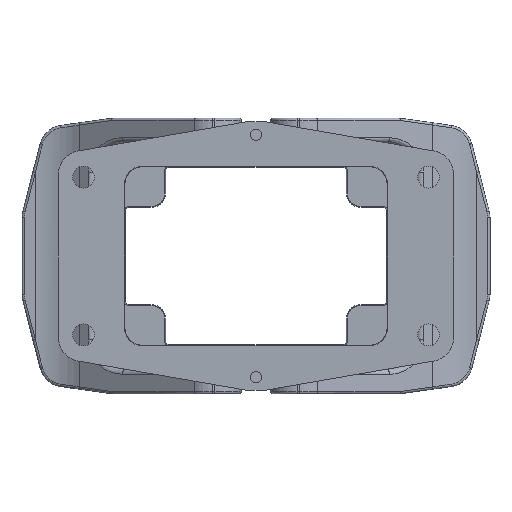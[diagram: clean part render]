
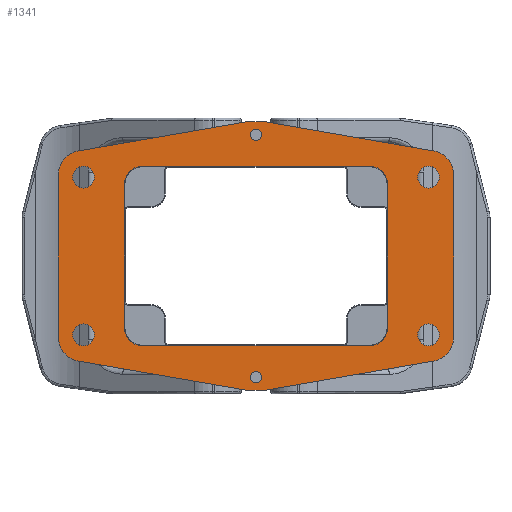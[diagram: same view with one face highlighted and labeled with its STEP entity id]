
A CAD part, front view. The second image highlights one B-rep face of the part: STEP entity #1341.
In plain terms, the highlighted planar face has unit normal (0, -1, 0).
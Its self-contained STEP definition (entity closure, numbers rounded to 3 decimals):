
#1341=ADVANCED_FACE('F1919',(#2703,#2704,#2705,#2706,#2707,#2708,#2709,#2710),
#2013,.T.);
#2013=PLANE('',#11768);
#2315=CIRCLE('',#11758,1.15);
#2316=CIRCLE('',#11759,1.15);
#2317=CIRCLE('',#11760,2.2);
#2318=CIRCLE('',#11761,2.2);
#2319=CIRCLE('',#11762,2.2);
#2320=CIRCLE('',#11763,2.2);
#2321=CIRCLE('',#11764,3.735);
#2322=CIRCLE('',#11765,3.735);
#2323=CIRCLE('',#11766,3.735);
#2324=CIRCLE('',#11767,3.735);
#2703=FACE_BOUND('',#2793,.T.);
#2704=FACE_BOUND('',#2794,.T.);
#2705=FACE_BOUND('',#2795,.T.);
#2706=FACE_BOUND('',#2796,.T.);
#2707=FACE_BOUND('',#2797,.T.);
#2708=FACE_BOUND('',#2798,.T.);
#2709=FACE_BOUND('',#2799,.T.);
#2710=FACE_BOUND('',#2800,.T.);
#2793=EDGE_LOOP('',(#3637,#3638,#3639,#3640,#3641,#3642,#3643,#3644,#3645,
#3646,#3647,#3648));
#2794=EDGE_LOOP('',(#3649));
#2795=EDGE_LOOP('',(#3650));
#2796=EDGE_LOOP('',(#3651));
#2797=EDGE_LOOP('',(#3652));
#2798=EDGE_LOOP('',(#3653));
#2799=EDGE_LOOP('',(#3654));
#2800=EDGE_LOOP('',(#3655,#3656,#3657,#3658,#3659,#3660,#3661,#3662));
#3521=ELLIPSE('',#11754,4.901,4.9);
#3522=ELLIPSE('',#11755,4.901,4.9);
#3523=ELLIPSE('',#11756,4.901,4.9);
#3524=ELLIPSE('',#11757,4.901,4.9);
#3637=ORIENTED_EDGE('',*,*,#8073,.F.);
#3638=ORIENTED_EDGE('',*,*,#8074,.T.);
#3639=ORIENTED_EDGE('',*,*,#8075,.F.);
#3640=ORIENTED_EDGE('',*,*,#8076,.F.);
#3641=ORIENTED_EDGE('',*,*,#8077,.F.);
#3642=ORIENTED_EDGE('',*,*,#8078,.T.);
#3643=ORIENTED_EDGE('',*,*,#8079,.F.);
#3644=ORIENTED_EDGE('',*,*,#8080,.T.);
#3645=ORIENTED_EDGE('',*,*,#8081,.T.);
#3646=ORIENTED_EDGE('',*,*,#8082,.T.);
#3647=ORIENTED_EDGE('',*,*,#8083,.T.);
#3648=ORIENTED_EDGE('',*,*,#8084,.T.);
#3649=ORIENTED_EDGE('',*,*,#8085,.F.);
#3650=ORIENTED_EDGE('',*,*,#8086,.T.);
#3651=ORIENTED_EDGE('',*,*,#8087,.F.);
#3652=ORIENTED_EDGE('',*,*,#8088,.F.);
#3653=ORIENTED_EDGE('',*,*,#8089,.F.);
#3654=ORIENTED_EDGE('',*,*,#8090,.F.);
#3655=ORIENTED_EDGE('',*,*,#8091,.T.);
#3656=ORIENTED_EDGE('',*,*,#8092,.T.);
#3657=ORIENTED_EDGE('',*,*,#8093,.T.);
#3658=ORIENTED_EDGE('',*,*,#8094,.T.);
#3659=ORIENTED_EDGE('',*,*,#8095,.T.);
#3660=ORIENTED_EDGE('',*,*,#8096,.T.);
#3661=ORIENTED_EDGE('',*,*,#8097,.T.);
#3662=ORIENTED_EDGE('',*,*,#8098,.T.);
#7013=VERTEX_POINT('',#15986);
#7014=VERTEX_POINT('',#15987);
#7015=VERTEX_POINT('',#15989);
#7016=VERTEX_POINT('',#15991);
#7017=VERTEX_POINT('',#15993);
#7018=VERTEX_POINT('',#15995);
#7019=VERTEX_POINT('',#15997);
#7020=VERTEX_POINT('',#15999);
#7021=VERTEX_POINT('',#16001);
#7022=VERTEX_POINT('',#16003);
#7023=VERTEX_POINT('',#16005);
#7024=VERTEX_POINT('',#16007);
#7025=VERTEX_POINT('',#16010);
#7026=VERTEX_POINT('',#16012);
#7027=VERTEX_POINT('',#16014);
#7028=VERTEX_POINT('',#16016);
#7029=VERTEX_POINT('',#16018);
#7030=VERTEX_POINT('',#16020);
#7031=VERTEX_POINT('',#16022);
#7032=VERTEX_POINT('',#16023);
#7033=VERTEX_POINT('',#16025);
#7034=VERTEX_POINT('',#16027);
#7035=VERTEX_POINT('',#16029);
#7036=VERTEX_POINT('',#16031);
#7037=VERTEX_POINT('',#16033);
#7038=VERTEX_POINT('',#16035);
#8073=EDGE_CURVE('E3030',#7013,#7014,#9761,.T.);
#8074=EDGE_CURVE('',#7013,#7015,#3521,.T.);
#8075=EDGE_CURVE('',#7016,#7015,#9762,.T.);
#8076=EDGE_CURVE('',#7017,#7016,#9763,.T.);
#8077=EDGE_CURVE('',#7018,#7017,#9764,.T.);
#8078=EDGE_CURVE('',#7018,#7019,#3522,.T.);
#8079=EDGE_CURVE('E3939',#7020,#7019,#9765,.T.);
#8080=EDGE_CURVE('',#7020,#7021,#3523,.T.);
#8081=EDGE_CURVE('',#7021,#7022,#9766,.T.);
#8082=EDGE_CURVE('',#7022,#7023,#9767,.T.);
#8083=EDGE_CURVE('',#7023,#7024,#9768,.T.);
#8084=EDGE_CURVE('',#7024,#7014,#3524,.T.);
#8085=EDGE_CURVE('',#7025,#7025,#2315,.T.);
#8086=EDGE_CURVE('',#7026,#7026,#2316,.T.);
#8087=EDGE_CURVE('E11',#7027,#7027,#2317,.T.);
#8088=EDGE_CURVE('E77',#7028,#7028,#2318,.T.);
#8089=EDGE_CURVE('E1010',#7029,#7029,#2319,.T.);
#8090=EDGE_CURVE('E44',#7030,#7030,#2320,.T.);
#8091=EDGE_CURVE('',#7031,#7032,#9769,.T.);
#8092=EDGE_CURVE('E1818',#7032,#7033,#2321,.T.);
#8093=EDGE_CURVE('',#7033,#7034,#9770,.T.);
#8094=EDGE_CURVE('E1414',#7034,#7035,#2322,.T.);
#8095=EDGE_CURVE('',#7035,#7036,#9771,.T.);
#8096=EDGE_CURVE('E4646',#7036,#7037,#2323,.T.);
#8097=EDGE_CURVE('',#7037,#7038,#9772,.T.);
#8098=EDGE_CURVE('E4242',#7038,#7031,#2324,.T.);
#9761=LINE('',#15985,#10741);
#9762=LINE('',#15990,#10742);
#9763=LINE('',#15992,#10743);
#9764=LINE('',#15994,#10744);
#9765=LINE('',#15998,#10745);
#9766=LINE('',#16002,#10746);
#9767=LINE('',#16004,#10747);
#9768=LINE('',#16006,#10748);
#9769=LINE('',#16021,#10749);
#9770=LINE('',#16026,#10750);
#9771=LINE('',#16030,#10751);
#9772=LINE('',#16034,#10752);
#10741=VECTOR('',#12828,1.);
#10742=VECTOR('',#12831,1.);
#10743=VECTOR('',#12832,1.);
#10744=VECTOR('',#12833,1.);
#10745=VECTOR('',#12836,1.);
#10746=VECTOR('',#12839,1.);
#10747=VECTOR('',#12840,1.);
#10748=VECTOR('',#12841,1.);
#10749=VECTOR('',#12856,1.);
#10750=VECTOR('',#12859,1.);
#10751=VECTOR('',#12862,1.);
#10752=VECTOR('',#12865,1.);
#11754=AXIS2_PLACEMENT_3D('',#15988,#12829,#12830);
#11755=AXIS2_PLACEMENT_3D('',#15996,#12834,#12835);
#11756=AXIS2_PLACEMENT_3D('',#16000,#12837,#12838);
#11757=AXIS2_PLACEMENT_3D('',#16008,#12842,#12843);
#11758=AXIS2_PLACEMENT_3D('',#16009,#12844,#12845);
#11759=AXIS2_PLACEMENT_3D('',#16011,#12846,#12847);
#11760=AXIS2_PLACEMENT_3D('',#16013,#12848,#12849);
#11761=AXIS2_PLACEMENT_3D('',#16015,#12850,#12851);
#11762=AXIS2_PLACEMENT_3D('',#16017,#12852,#12853);
#11763=AXIS2_PLACEMENT_3D('',#16019,#12854,#12855);
#11764=AXIS2_PLACEMENT_3D('',#16024,#12857,#12858);
#11765=AXIS2_PLACEMENT_3D('',#16028,#12860,#12861);
#11766=AXIS2_PLACEMENT_3D('',#16032,#12863,#12864);
#11767=AXIS2_PLACEMENT_3D('',#16036,#12866,#12867);
#11768=AXIS2_PLACEMENT_3D('',#16037,#12868,#12869);
#12828=DIRECTION('',(0.,0.,1.));
#12829=DIRECTION('',(0.,-1.,0.));
#12830=DIRECTION('',(-0.765,0.,-0.644));
#12831=DIRECTION('',(-0.985,0.,0.171));
#12832=DIRECTION('',(-1.,0.,0.));
#12833=DIRECTION('',(-0.985,0.,-0.171));
#12834=DIRECTION('',(0.,-1.,0.));
#12835=DIRECTION('',(0.765,0.,-0.644));
#12836=DIRECTION('',(0.,0.,-1.));
#12837=DIRECTION('',(0.,-1.,0.));
#12838=DIRECTION('',(0.765,0.,0.644));
#12839=DIRECTION('',(-0.985,0.,0.171));
#12840=DIRECTION('',(-1.,0.,0.));
#12841=DIRECTION('',(-0.985,0.,-0.171));
#12842=DIRECTION('',(0.,-1.,0.));
#12843=DIRECTION('',(-0.765,0.,0.644));
#12844=DIRECTION('',(0.,-1.,0.));
#12845=DIRECTION('',(0.,0.,-1.));
#12846=DIRECTION('',(0.,1.,0.));
#12847=DIRECTION('',(0.,0.,-1.));
#12848=DIRECTION('',(0.,-1.,0.));
#12849=DIRECTION('',(0.,0.,-1.));
#12850=DIRECTION('',(0.,-1.,0.));
#12851=DIRECTION('',(0.,0.,-1.));
#12852=DIRECTION('',(0.,-1.,0.));
#12853=DIRECTION('',(0.,0.,-1.));
#12854=DIRECTION('',(0.,-1.,0.));
#12855=DIRECTION('',(0.,0.,-1.));
#12856=DIRECTION('',(0.,0.,-1.));
#12857=DIRECTION('',(0.,1.,0.));
#12858=DIRECTION('',(0.,0.,-1.));
#12859=DIRECTION('',(-1.,0.,0.));
#12860=DIRECTION('',(0.,1.,0.));
#12861=DIRECTION('',(0.,0.,-1.));
#12862=DIRECTION('',(0.,0.,1.));
#12863=DIRECTION('',(0.,1.,0.));
#12864=DIRECTION('',(0.,0.,-1.));
#12865=DIRECTION('',(1.,0.,0.));
#12866=DIRECTION('',(0.,1.,0.));
#12867=DIRECTION('',(0.,0.,-1.));
#12868=DIRECTION('',(0.,-1.,0.));
#12869=DIRECTION('',(0.,0.,-1.));
#15985=CARTESIAN_POINT('',(-39.863,-19.2,0.));
#15986=CARTESIAN_POINT('',(-39.863,-19.2,-16.5));
#15987=CARTESIAN_POINT('',(-39.863,-19.2,16.5));
#15988=CARTESIAN_POINT('',(-34.962,-19.2,-16.499));
#15989=CARTESIAN_POINT('',(-35.799,-19.2,-21.328));
#15990=CARTESIAN_POINT('',(-4.368,-19.2,-26.766));
#15991=CARTESIAN_POINT('',(-1.788,-19.2,-27.213));
#15992=CARTESIAN_POINT('',(73.75,-19.2,-27.213));
#15993=CARTESIAN_POINT('',(2.288,-19.2,-27.213));
#15994=CARTESIAN_POINT('',(4.868,-19.2,-26.766));
#15995=CARTESIAN_POINT('',(36.299,-19.2,-21.328));
#15996=CARTESIAN_POINT('',(35.462,-19.2,-16.499));
#15997=CARTESIAN_POINT('',(40.363,-19.2,-16.5));
#15998=CARTESIAN_POINT('',(40.363,-19.2,0.));
#15999=CARTESIAN_POINT('',(40.363,-19.2,16.5));
#16000=CARTESIAN_POINT('',(35.462,-19.2,16.499));
#16001=CARTESIAN_POINT('',(36.299,-19.2,21.328));
#16002=CARTESIAN_POINT('',(4.868,-19.2,26.766));
#16003=CARTESIAN_POINT('',(2.288,-19.2,27.213));
#16004=CARTESIAN_POINT('',(73.75,-19.2,27.213));
#16005=CARTESIAN_POINT('',(-1.788,-19.2,27.213));
#16006=CARTESIAN_POINT('',(-4.368,-19.2,26.766));
#16007=CARTESIAN_POINT('',(-35.799,-19.2,21.328));
#16008=CARTESIAN_POINT('',(-34.962,-19.2,16.499));
#16009=CARTESIAN_POINT('',(0.25,-19.2,-24.6));
#16010=CARTESIAN_POINT('',(0.25,-19.2,-25.75));
#16011=CARTESIAN_POINT('',(0.25,-19.2,24.6));
#16012=CARTESIAN_POINT('',(0.25,-19.2,23.45));
#16013=CARTESIAN_POINT('',(-34.75,-19.2,16.));
#16014=CARTESIAN_POINT('',(-32.55,-19.2,16.));
#16015=CARTESIAN_POINT('',(-34.75,-19.2,-16.));
#16016=CARTESIAN_POINT('',(-32.55,-19.2,-16.));
#16017=CARTESIAN_POINT('',(35.25,-19.2,-16.));
#16018=CARTESIAN_POINT('',(37.45,-19.2,-16.));
#16019=CARTESIAN_POINT('',(35.25,-19.2,16.));
#16020=CARTESIAN_POINT('',(37.45,-19.2,16.));
#16021=CARTESIAN_POINT('',(26.985,-19.2,-22.785));
#16022=CARTESIAN_POINT('',(26.985,-19.2,14.5));
#16023=CARTESIAN_POINT('',(26.985,-19.2,-14.5));
#16024=CARTESIAN_POINT('',(23.25,-19.2,-14.5));
#16025=CARTESIAN_POINT('',(23.25,-19.2,-18.235));
#16026=CARTESIAN_POINT('',(73.75,-19.2,-18.235));
#16027=CARTESIAN_POINT('',(-22.75,-19.2,-18.235));
#16028=CARTESIAN_POINT('',(-22.75,-19.2,-14.5));
#16029=CARTESIAN_POINT('',(-26.485,-19.2,-14.5));
#16030=CARTESIAN_POINT('',(-26.485,-19.2,-22.785));
#16031=CARTESIAN_POINT('',(-26.485,-19.2,14.5));
#16032=CARTESIAN_POINT('',(-22.75,-19.2,14.5));
#16033=CARTESIAN_POINT('',(-22.75,-19.2,18.235));
#16034=CARTESIAN_POINT('',(73.75,-19.2,18.235));
#16035=CARTESIAN_POINT('',(23.25,-19.2,18.235));
#16036=CARTESIAN_POINT('',(23.25,-19.2,14.5));
#16037=CARTESIAN_POINT('',(73.75,-19.2,-22.785));
